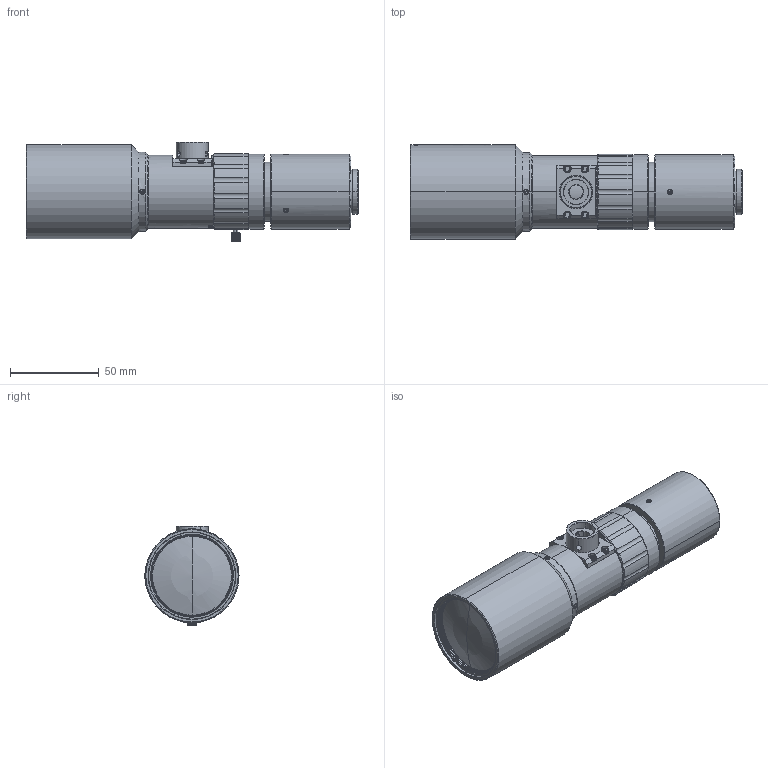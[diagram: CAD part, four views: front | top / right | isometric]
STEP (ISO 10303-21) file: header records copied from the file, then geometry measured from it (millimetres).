
FILE_DESCRIPTION((''),'2;1');
FILE_NAME('PRT0002','2022-12-02T19:43:50',('Administrator'),(''),'CREO PARAMETRIC BY PTC INC, 2019010','CREO PARAMETRIC BY PTC INC, 2019010','');
FILE_SCHEMA(('CONFIG_CONTROL_DESIGN','SHAPE_APPEARANCE_LAYERS_GROUPS'));
Length unit declared in the file: millimetre
Products named in the file (1): PRT0002
Bounding box: 186.94 x 53 x 56.08 mm (x, y, z)
Volume: 133702.8 mm3; surface area: 66758.3 mm2
Topology: 7 solids, 30 shells, 972 faces, 2581 edges, 1725 vertices
Faces by surface type: plane 396, cylinder 320, cone 188, bspline 34, torus 24, sphere 10
Entity records: 38229 total; most frequent: CARTESIAN_POINT 9987, ORIENTED_EDGE 5113, DIRECTION 4633, EDGE_CURVE 2559, AXIS2_PLACEMENT_3D 1795, VERTEX_POINT 1725, EDGE_LOOP 1086, VECTOR 1043
